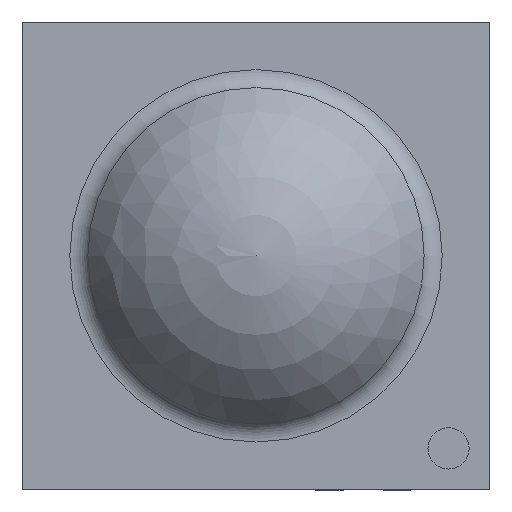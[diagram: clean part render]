
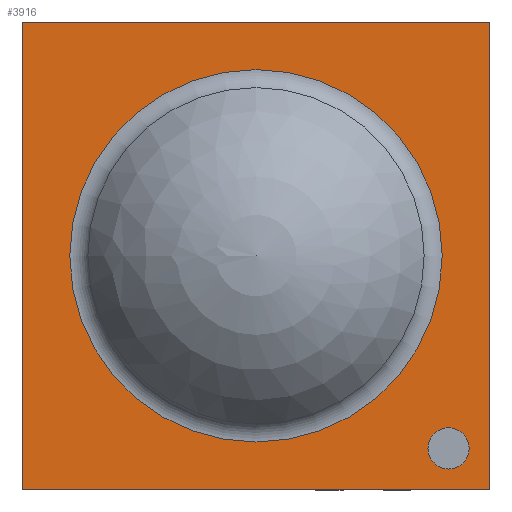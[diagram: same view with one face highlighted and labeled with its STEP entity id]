
A CAD part, top view. The second image highlights one B-rep face of the part: STEP entity #3916.
In plain terms, the highlighted planar face has unit normal (0, 0, 1).
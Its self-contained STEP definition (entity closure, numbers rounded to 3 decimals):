
#56=CIRCLE('',#4102,0.15);
#61=CIRCLE('',#4111,1.354);
#152=FACE_BOUND('',#653,.T.);
#153=FACE_BOUND('',#654,.T.);
#433=FACE_OUTER_BOUND('',#652,.T.);
#652=EDGE_LOOP('',(#3451,#3452,#3453,#3454));
#653=EDGE_LOOP('',(#3455));
#654=EDGE_LOOP('',(#3456));
#1050=LINE('',#6969,#1439);
#1053=LINE('',#6974,#1442);
#1054=LINE('',#6988,#1443);
#1055=LINE('',#6989,#1444);
#1439=VECTOR('',#4835,10.);
#1442=VECTOR('',#4840,10.);
#1443=VECTOR('',#4857,10.);
#1444=VECTOR('',#4858,10.);
#1928=VERTEX_POINT('',#6959);
#1930=VERTEX_POINT('',#6966);
#1931=VERTEX_POINT('',#6968);
#1932=VERTEX_POINT('',#6972);
#1935=VERTEX_POINT('',#6980);
#1937=VERTEX_POINT('',#6987);
#2470=EDGE_CURVE('',#1928,#1928,#56,.T.);
#2474=EDGE_CURVE('',#1931,#1930,#1050,.T.);
#2477=EDGE_CURVE('',#1930,#1932,#1053,.T.);
#2481=EDGE_CURVE('',#1935,#1935,#61,.T.);
#2483=EDGE_CURVE('',#1937,#1931,#1054,.T.);
#2484=EDGE_CURVE('',#1932,#1937,#1055,.T.);
#3451=ORIENTED_EDGE('',*,*,#2483,.T.);
#3452=ORIENTED_EDGE('',*,*,#2474,.T.);
#3453=ORIENTED_EDGE('',*,*,#2477,.T.);
#3454=ORIENTED_EDGE('',*,*,#2484,.T.);
#3455=ORIENTED_EDGE('',*,*,#2470,.T.);
#3456=ORIENTED_EDGE('',*,*,#2481,.F.);
#3708=PLANE('',#4114);
#3916=ADVANCED_FACE('',(#433,#152,#153),#3708,.T.);
#4102=AXIS2_PLACEMENT_3D('',#6960,#4825,#4826);
#4111=AXIS2_PLACEMENT_3D('',#6982,#4849,#4850);
#4114=AXIS2_PLACEMENT_3D('',#6986,#4855,#4856);
#4825=DIRECTION('center_axis',(0.,0.,-1.));
#4826=DIRECTION('ref_axis',(-1.,0.,0.));
#4835=DIRECTION('',(0.,1.,0.));
#4840=DIRECTION('',(-1.,0.,0.));
#4849=DIRECTION('center_axis',(0.,0.,1.));
#4850=DIRECTION('ref_axis',(-1.,0.,0.));
#4855=DIRECTION('center_axis',(0.,0.,1.));
#4856=DIRECTION('ref_axis',(1.,0.,0.));
#4857=DIRECTION('',(1.,0.,0.));
#4858=DIRECTION('',(0.,-1.,0.));
#6959=CARTESIAN_POINT('',(1.55,-1.4,0.605));
#6960=CARTESIAN_POINT('Origin',(1.4,-1.4,0.605));
#6966=CARTESIAN_POINT('',(1.7,1.7,0.605));
#6968=CARTESIAN_POINT('',(1.7,-1.7,0.605));
#6969=CARTESIAN_POINT('',(1.7,-1.7,0.605));
#6972=CARTESIAN_POINT('',(-1.7,1.7,0.605));
#6974=CARTESIAN_POINT('',(1.7,1.7,0.605));
#6980=CARTESIAN_POINT('',(1.354,0.,0.605));
#6982=CARTESIAN_POINT('Origin',(0.,0.,0.605));
#6986=CARTESIAN_POINT('Origin',(0.,0.,
0.605));
#6987=CARTESIAN_POINT('',(-1.7,-1.7,0.605));
#6988=CARTESIAN_POINT('',(-1.7,-1.7,0.605));
#6989=CARTESIAN_POINT('',(-1.7,1.7,0.605));
